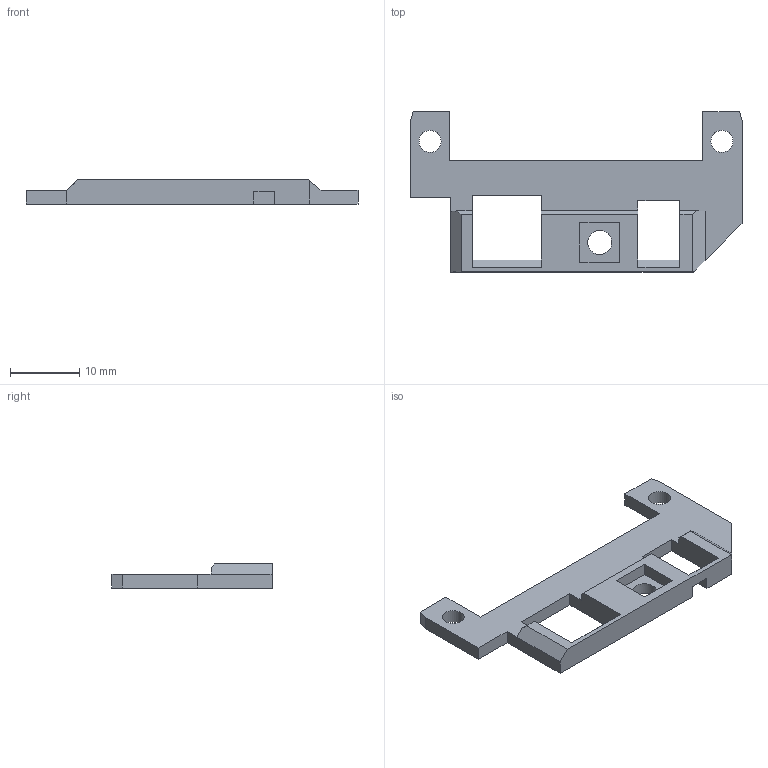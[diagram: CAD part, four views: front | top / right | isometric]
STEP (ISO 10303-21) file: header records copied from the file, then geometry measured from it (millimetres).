
FILE_DESCRIPTION(/* description */ (''),/* implementation_level */ '2;1');
FILE_NAME(/* name */ 'endstop_holder.step',/* time_stamp */ '2017-06-19T13:31:25+02:00',/* author */ (''),/* organization */ (''),/* preprocessor_version */ 'ST-DEVELOPER v16.13',/* originating_system */ 'Autodesk Translation Framework v6.1.1.50',/* authorisation */ '');
FILE_SCHEMA (('AUTOMOTIVE_DESIGN { 1 0 10303 214 3 1 1 }'));
Length unit declared in the file: millimetre
Products named in the file (1): endstop_holder v9
Bounding box: 48 x 23.14 x 3.5 mm (x, y, z)
Volume: 1399.5 mm3; surface area: 1865 mm2
Topology: 1 solids, 1 shells, 45 faces, 135 edges, 90 vertices
Faces by surface type: plane 42, cylinder 3
Full cylindrical faces by diameter (mm): 3.2 x2, 3.5 x1
Entity records: 1520 total; most frequent: CARTESIAN_POINT 266, ORIENTED_EDGE 262, DIRECTION 229, EDGE_CURVE 131, LINE 125, VECTOR 125, VERTEX_POINT 89, EDGE_LOOP 56
